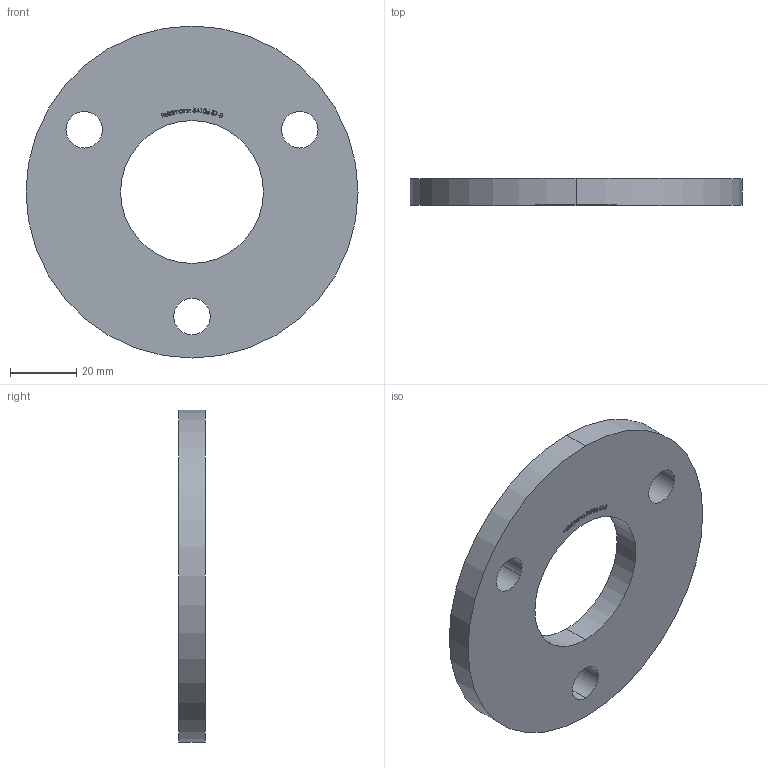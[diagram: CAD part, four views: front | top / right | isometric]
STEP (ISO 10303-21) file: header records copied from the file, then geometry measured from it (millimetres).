
FILE_DESCRIPTION (( 'STEP AP203' ), '1' );
FILE_NAME ('54106-ST-8.step', '2019-04-03T11:41:54', ( '' ), ( '' ), 'SwSTEP 2.0', 'SolidWorks 2015', '' );
FILE_SCHEMA (( 'CONFIG_CONTROL_DESIGN' ));
Length unit declared in the file: millimetre
Products named in the file (1): 54106-ST-8
Bounding box: 100 x 8 x 100 mm (x, y, z)
Volume: 48932.9 mm3; surface area: 16666.1 mm2
Topology: 1 solids, 1 shells, 244 faces, 648 edges, 432 vertices
Faces by surface type: plane 128, bspline 106, cylinder 10
Entity records: 13145 total; most frequent: CARTESIAN_POINT 7687, ORIENTED_EDGE 1296, DIRECTION 734, EDGE_CURVE 648, VERTEX_POINT 432, VECTOR 416, LINE 416, EDGE_LOOP 278
